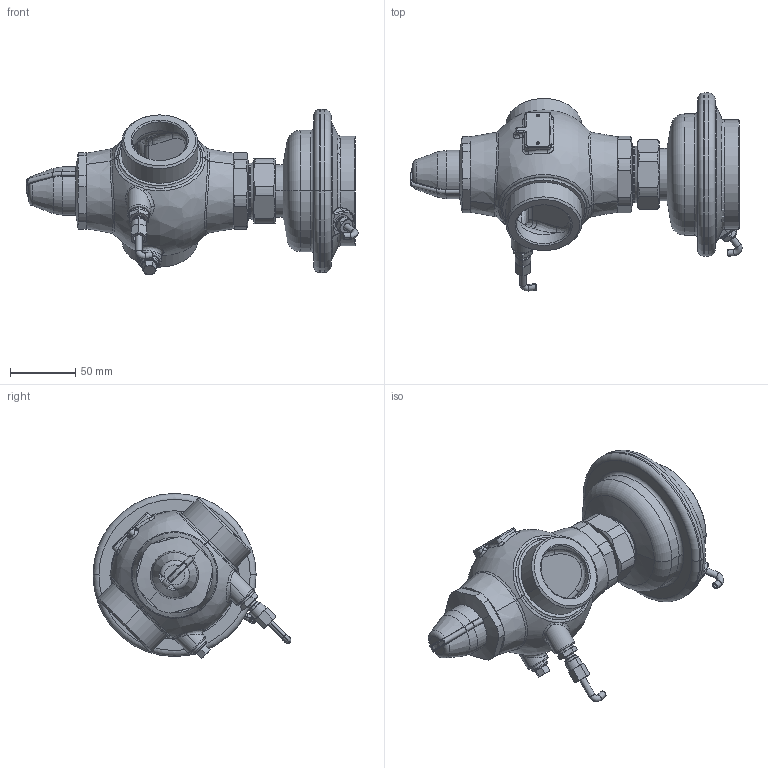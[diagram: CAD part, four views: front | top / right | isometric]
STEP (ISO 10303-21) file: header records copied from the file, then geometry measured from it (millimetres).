
FILE_DESCRIPTION((''),'2;1');
FILE_NAME('003H6728','2015-03-06T',('u317927'),('Danfoss'),'PRO/ENGINEER BY PARAMETRIC TECHNOLOGY CORPORATION, 2014000','PRO/ENGINEER BY PARAMETRIC TECHNOLOGY CORPORATION, 2014000','');
FILE_SCHEMA(('CONFIG_CONTROL_DESIGN'));
Products named in the file (1): 003H6728
Bounding box: 254.82 x 151.91 x 126.74 mm (x, y, z)
Volume: 579605.7 mm3; surface area: 182714.7 mm2
Topology: 2 solids, 2 shells, 947 faces, 2167 edges, 1288 vertices
Faces by surface type: cylinder 257, plane 233, cone 165, torus 146, bspline 139, sphere 7
Entity records: 42226 total; most frequent: CARTESIAN_POINT 21631, ORIENTED_EDGE 4334, DIRECTION 4318, EDGE_CURVE 2167, AXIS2_PLACEMENT_3D 1862, VERTEX_POINT 1288, CIRCLE 1054, EDGE_LOOP 1027
